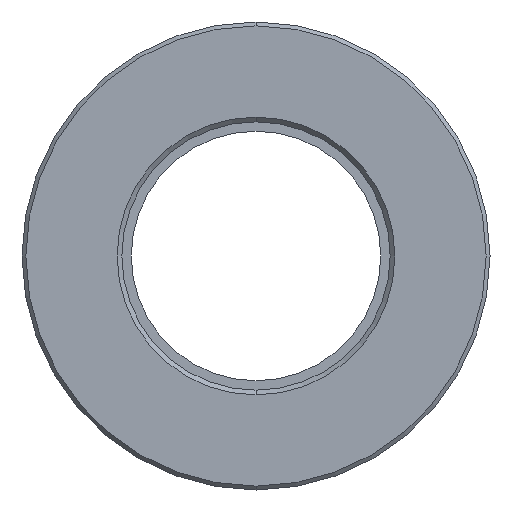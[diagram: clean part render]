
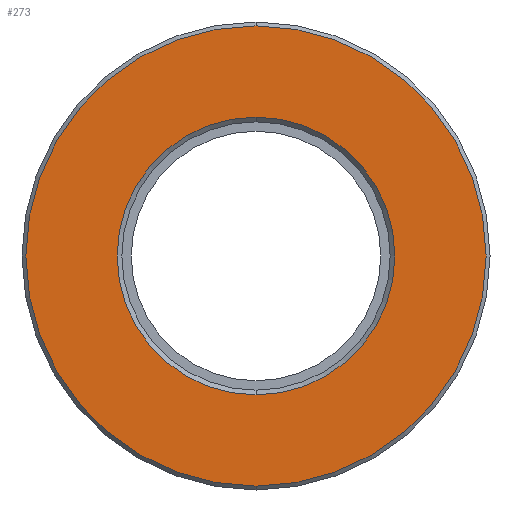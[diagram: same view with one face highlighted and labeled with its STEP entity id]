
A CAD part, front view. The second image highlights one B-rep face of the part: STEP entity #273.
In plain terms, the highlighted planar face has unit normal (0, -1, 0).
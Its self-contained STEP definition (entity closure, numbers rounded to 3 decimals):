
#1 = VERTEX_POINT ( 'NONE', #476 ) ;
#7 = ORIENTED_EDGE ( 'NONE', *, *, #503, .T. ) ;
#26 = CARTESIAN_POINT ( 'NONE',  ( 0., 0., -14.75 ) ) ;
#55 = AXIS2_PLACEMENT_3D ( 'NONE', #79, #434, #428 ) ;
#63 = CARTESIAN_POINT ( 'NONE',  ( 0., 0., -8.9 ) ) ;
#71 = DIRECTION ( 'NONE',  ( 0., 1., 0. ) ) ;
#79 = CARTESIAN_POINT ( 'NONE',  ( 0., 0., 0. ) ) ;
#96 = CARTESIAN_POINT ( 'NONE',  ( 0., 0., 0. ) ) ;
#128 = EDGE_LOOP ( 'NONE', ( #194, #174 ) ) ;
#133 = CARTESIAN_POINT ( 'NONE',  ( 0., 0., 14.75 ) ) ;
#138 = AXIS2_PLACEMENT_3D ( 'NONE', #96, #71, #307 ) ;
#174 = ORIENTED_EDGE ( 'NONE', *, *, #453, .T. ) ;
#185 = VERTEX_POINT ( 'NONE', #63 ) ;
#194 = ORIENTED_EDGE ( 'NONE', *, *, #398, .T. ) ;
#201 = AXIS2_PLACEMENT_3D ( 'NONE', #469, #220, #499 ) ;
#212 = FACE_OUTER_BOUND ( 'NONE', #475, .T. ) ;
#214 = CIRCLE ( 'NONE', #138, 8.9 ) ;
#220 = DIRECTION ( 'NONE',  ( 0., -1., 0. ) ) ;
#240 = ORIENTED_EDGE ( 'NONE', *, *, #423, .T. ) ;
#251 = FACE_BOUND ( 'NONE', #128, .T. ) ;
#273 = ADVANCED_FACE ( 'NONE', ( #251, #212 ), #406, .T. ) ;
#307 = DIRECTION ( 'NONE',  ( 0., 0., -1. ) ) ;
#321 = VERTEX_POINT ( 'NONE', #133 ) ;
#322 = AXIS2_PLACEMENT_3D ( 'NONE', #399, #440, #449 ) ;
#369 = VERTEX_POINT ( 'NONE', #26 ) ;
#398 = EDGE_CURVE ( 'NONE', #185, #1, #464, .T. ) ;
#399 = CARTESIAN_POINT ( 'NONE',  ( -8.6, 0., 0. ) ) ;
#406 = PLANE ( 'NONE',  #322 ) ;
#413 = CIRCLE ( 'NONE', #201, 14.75 ) ;
#423 = EDGE_CURVE ( 'NONE', #369, #321, #452, .T. ) ;
#428 = DIRECTION ( 'NONE',  ( 0., 0., -1. ) ) ;
#434 = DIRECTION ( 'NONE',  ( 0., -1., 0. ) ) ;
#440 = DIRECTION ( 'NONE',  ( 0., -1., 0. ) ) ;
#447 = CARTESIAN_POINT ( 'NONE',  ( 0., 0., 0. ) ) ;
#449 = DIRECTION ( 'NONE',  ( 0., 0., -1. ) ) ;
#452 = CIRCLE ( 'NONE', #55, 14.75 ) ;
#453 = EDGE_CURVE ( 'NONE', #1, #185, #214, .T. ) ;
#464 = CIRCLE ( 'NONE', #512, 8.9 ) ;
#469 = CARTESIAN_POINT ( 'NONE',  ( 0., 0., 0. ) ) ;
#475 = EDGE_LOOP ( 'NONE', ( #7, #240 ) ) ;
#476 = CARTESIAN_POINT ( 'NONE',  ( 0., 0., 8.9 ) ) ;
#499 = DIRECTION ( 'NONE',  ( 0., 0., -1. ) ) ;
#503 = EDGE_CURVE ( 'NONE', #321, #369, #413, .T. ) ;
#512 = AXIS2_PLACEMENT_3D ( 'NONE', #447, #519, #530 ) ;
#519 = DIRECTION ( 'NONE',  ( 0., 1., 0. ) ) ;
#530 = DIRECTION ( 'NONE',  ( 0., 0., -1. ) ) ;
